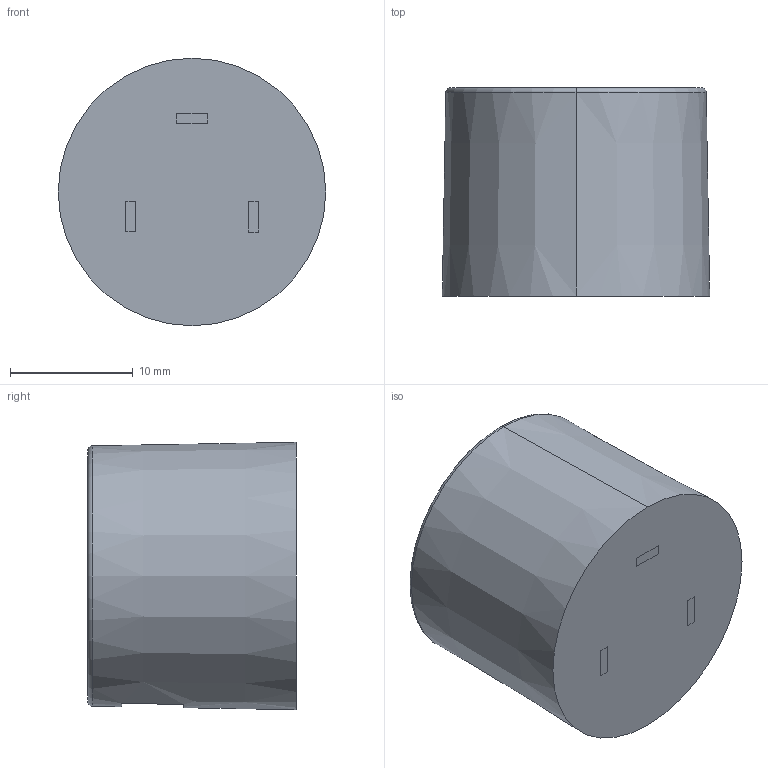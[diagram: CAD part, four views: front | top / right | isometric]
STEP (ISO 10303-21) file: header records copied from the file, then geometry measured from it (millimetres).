
FILE_DESCRIPTION (( 'STEP AP214' ), '1' );
FILE_NAME ('280-U-003-2-B01.STEP', '2017-04-09T23:58:48', ( '' ), ( '' ), 'SwSTEP 2.0', 'SolidWorks 2014', '' );
FILE_SCHEMA (( 'AUTOMOTIVE_DESIGN' ));
Length unit declared in the file: millimetre
Products named in the file (1): 280-U-003-2-B01
Bounding box: 21.8 x 17 x 21.8 mm (x, y, z)
Volume: 3635.5 mm3; surface area: 3023.9 mm2
Topology: 4 solids, 4 shells, 134 faces, 323 edges, 182 vertices
Faces by surface type: cylinder 55, plane 47, torus 16, sphere 14, cone 2
Entity records: 3804 total; most frequent: CARTESIAN_POINT 692, DIRECTION 677, ORIENTED_EDGE 618, EDGE_CURVE 309, AXIS2_PLACEMENT_3D 255, VERTEX_POINT 182, LINE 167, VECTOR 167
